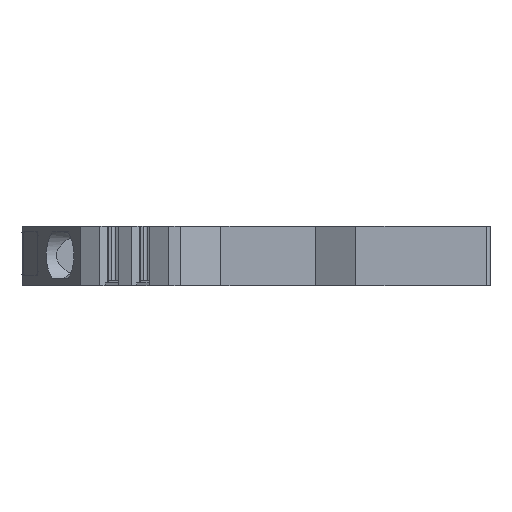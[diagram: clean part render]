
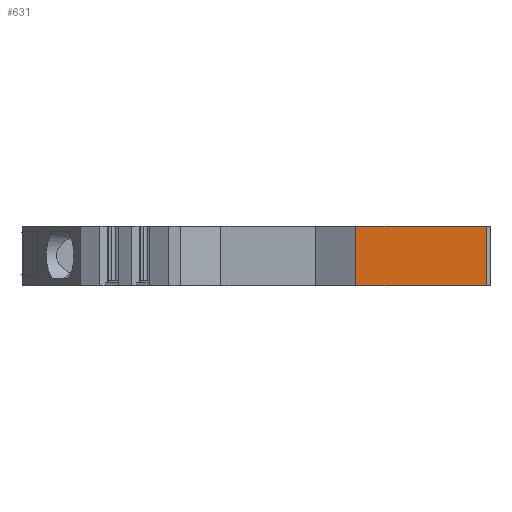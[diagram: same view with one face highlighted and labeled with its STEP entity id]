
A CAD part, left-side view. The second image highlights one B-rep face of the part: STEP entity #631.
In plain terms, the highlighted planar face has unit normal (-1, 0, 0).
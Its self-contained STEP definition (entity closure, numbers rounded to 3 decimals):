
#631=ADVANCED_FACE('',(#1135),#893,.T.);
#893=PLANE('',#6215);
#1135=FACE_OUTER_BOUND('',#1455,.T.);
#1455=EDGE_LOOP('',(#2542,#2543,#2544,#2545));
#2542=ORIENTED_EDGE('',*,*,#4030,.F.);
#2543=ORIENTED_EDGE('',*,*,#4422,.F.);
#2544=ORIENTED_EDGE('',*,*,#4253,.T.);
#2545=ORIENTED_EDGE('',*,*,#4423,.F.);
#3483=VERTEX_POINT('',#8431);
#3484=VERTEX_POINT('',#8433);
#3635=VERTEX_POINT('',#9023);
#3636=VERTEX_POINT('',#9025);
#4030=EDGE_CURVE('',#3483,#3484,#4850,.T.);
#4253=EDGE_CURVE('',#3636,#3635,#4983,.T.);
#4422=EDGE_CURVE('',#3636,#3483,#5122,.T.);
#4423=EDGE_CURVE('',#3484,#3635,#5123,.T.);
#4850=LINE('',#8432,#5453);
#4983=LINE('',#9024,#5586);
#5122=LINE('',#9364,#5725);
#5123=LINE('',#9365,#5726);
#5453=VECTOR('',#6668,1.);
#5586=VECTOR('',#7095,1.);
#5725=VECTOR('',#7416,1.);
#5726=VECTOR('',#7417,1.);
#6215=AXIS2_PLACEMENT_3D('',#9366,#7418,#7419);
#6668=DIRECTION('',(0.,-1.,0.));
#7095=DIRECTION('',(0.,-1.,0.));
#7416=DIRECTION('',(0.,0.,1.));
#7417=DIRECTION('',(0.,0.,-1.));
#7418=DIRECTION('',(-1.,0.,0.));
#7419=DIRECTION('',(0.,0.,1.));
#8431=CARTESIAN_POINT('',(-36.,4.736,0.));
#8432=CARTESIAN_POINT('',(-36.,4.736,0.));
#8433=CARTESIAN_POINT('',(-36.,-6.4,0.));
#9023=CARTESIAN_POINT('',(-36.,-6.4,-5.1));
#9024=CARTESIAN_POINT('',(-36.,4.736,-5.1));
#9025=CARTESIAN_POINT('',(-36.,4.736,-5.1));
#9364=CARTESIAN_POINT('',(-36.,4.736,-5.1));
#9365=CARTESIAN_POINT('',(-36.,-6.4,0.));
#9366=CARTESIAN_POINT('',(-36.,33.2,0.));
